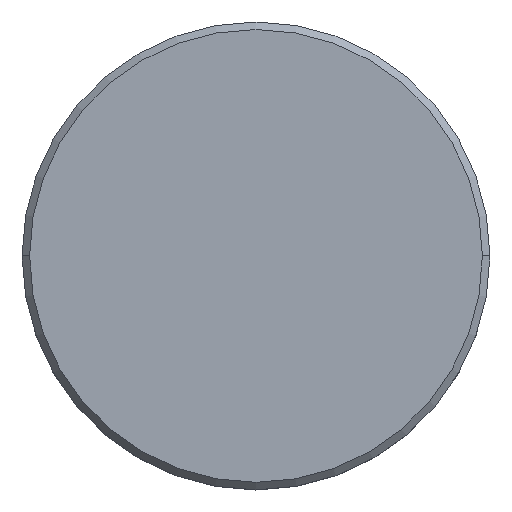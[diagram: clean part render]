
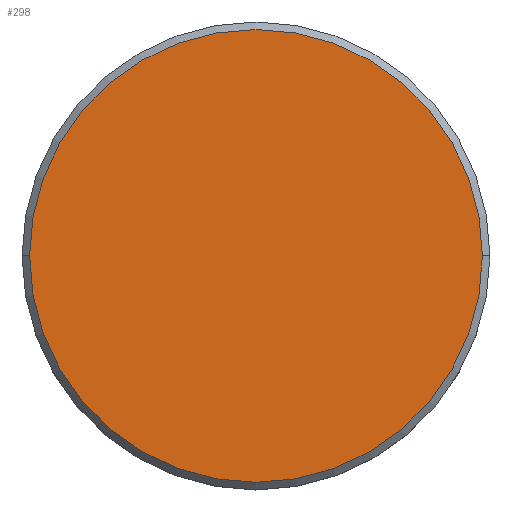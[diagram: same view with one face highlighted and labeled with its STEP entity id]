
A CAD part, top view. The second image highlights one B-rep face of the part: STEP entity #298.
In plain terms, the highlighted planar face has unit normal (0, 0, 1).
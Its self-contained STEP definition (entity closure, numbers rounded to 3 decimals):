
#18 = CARTESIAN_POINT ( 'NONE',  ( 0., 0., 0. ) ) ;
#48 = VERTEX_POINT ( 'NONE', #1085 ) ;
#119 = DIRECTION ( 'NONE',  ( 0., 0., 1. ) ) ;
#135 = EDGE_LOOP ( 'NONE', ( #689, #822 ) ) ;
#182 = DIRECTION ( 'NONE',  ( 1., 0., 0. ) ) ;
#185 = CIRCLE ( 'NONE', #1079, 15. ) ;
#206 = CIRCLE ( 'NONE', #403, 15. ) ;
#260 = FACE_OUTER_BOUND ( 'NONE', #135, .T. ) ;
#298 = ADVANCED_FACE ( 'NONE', ( #260 ), #652, .T. ) ;
#330 = DIRECTION ( 'NONE',  ( 0., 0., 1. ) ) ;
#403 = AXIS2_PLACEMENT_3D ( 'NONE', #18, #119, #492 ) ;
#417 = CARTESIAN_POINT ( 'NONE',  ( 0., 0., 0. ) ) ;
#421 = DIRECTION ( 'NONE',  ( 1., 0., 0. ) ) ;
#492 = DIRECTION ( 'NONE',  ( 1., 0., 0. ) ) ;
#579 = EDGE_CURVE ( 'NONE', #48, #701, #206, .T. ) ;
#601 = CARTESIAN_POINT ( 'NONE',  ( 15., 0., 0. ) ) ;
#633 = DIRECTION ( 'NONE',  ( 0., 0., 1. ) ) ;
#635 = AXIS2_PLACEMENT_3D ( 'NONE', #998, #633, #182 ) ;
#652 = PLANE ( 'NONE',  #635 ) ;
#689 = ORIENTED_EDGE ( 'NONE', *, *, #579, .T. ) ;
#701 = VERTEX_POINT ( 'NONE', #601 ) ;
#822 = ORIENTED_EDGE ( 'NONE', *, *, #1142, .T. ) ;
#998 = CARTESIAN_POINT ( 'NONE',  ( 0., 0., 0. ) ) ;
#1079 = AXIS2_PLACEMENT_3D ( 'NONE', #417, #330, #421 ) ;
#1085 = CARTESIAN_POINT ( 'NONE',  ( -15., 0., 0. ) ) ;
#1142 = EDGE_CURVE ( 'NONE', #701, #48, #185, .T. ) ;
